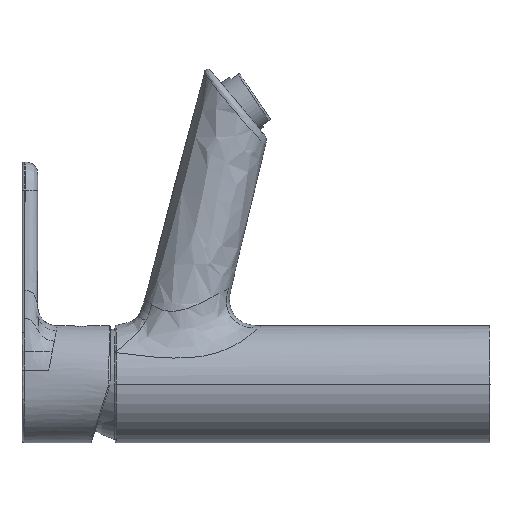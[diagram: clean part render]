
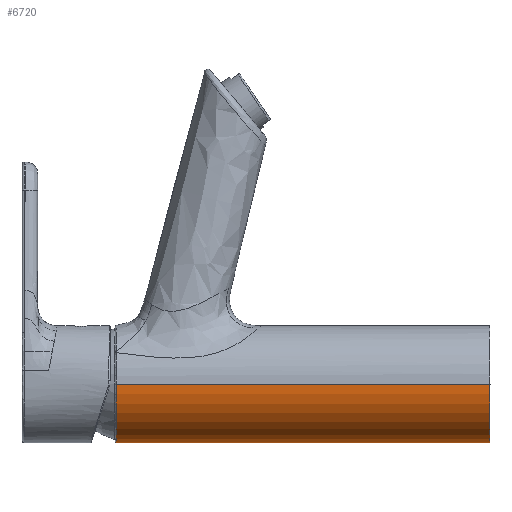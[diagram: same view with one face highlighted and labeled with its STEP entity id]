
A CAD part, left-side view. The second image highlights one B-rep face of the part: STEP entity #6720.
In plain terms, the highlighted cylindrical face has radius 23.25 mm (diameter 46.5 mm), a partial arc.
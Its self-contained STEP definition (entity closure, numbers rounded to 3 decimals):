
#129 = ORIENTED_EDGE ( 'NONE', *, *, #8550, .T. ) ;
#131 = AXIS2_PLACEMENT_3D ( 'NONE', #2359, #4390, #2315 ) ;
#332 = DIRECTION ( 'NONE',  ( 0., 1., 0. ) ) ;
#966 = LINE ( 'NONE', #4185, #10832 ) ;
#967 = DIRECTION ( 'NONE',  ( 0., 1., 0. ) ) ;
#1067 = DIRECTION ( 'NONE',  ( 0., 1., 0. ) ) ;
#1110 = LINE ( 'NONE', #7342, #6577 ) ;
#1723 = CIRCLE ( 'NONE', #9840, 23.25 ) ;
#1734 = CYLINDRICAL_SURFACE ( 'NONE', #12033, 23.25 ) ;
#1876 = DIRECTION ( 'NONE',  ( 1., 0., 0. ) ) ;
#2263 = EDGE_CURVE ( 'NONE', #6272, #9492, #966, .T. ) ;
#2273 = VERTEX_POINT ( 'NONE', #7181 ) ;
#2315 = DIRECTION ( 'NONE',  ( 1., 0., 0. ) ) ;
#2359 = CARTESIAN_POINT ( 'NONE',  ( 0., 143.5, 0. ) ) ;
#2583 = ORIENTED_EDGE ( 'NONE', *, *, #7964, .T. ) ;
#3263 = ORIENTED_EDGE ( 'NONE', *, *, #9159, .T. ) ;
#4185 = CARTESIAN_POINT ( 'NONE',  ( 23.25, 72., 0. ) ) ;
#4389 = DIRECTION ( 'NONE',  ( 1., 0., 0. ) ) ;
#4390 = DIRECTION ( 'NONE',  ( 0., -1., 0. ) ) ;
#5183 = DIRECTION ( 'NONE',  ( 0., 1., 0. ) ) ;
#5785 = CARTESIAN_POINT ( 'NONE',  ( -23.25, 143.5, 0. ) ) ;
#6272 = VERTEX_POINT ( 'NONE', #12667 ) ;
#6388 = VERTEX_POINT ( 'NONE', #5785 ) ;
#6577 = VECTOR ( 'NONE', #1067, 1000. ) ;
#6720 = ADVANCED_FACE ( 'NONE', ( #12543 ), #1734, .T. ) ;
#7181 = CARTESIAN_POINT ( 'NONE',  ( -23.25, -5., 0. ) ) ;
#7342 = CARTESIAN_POINT ( 'NONE',  ( -23.25, 72., 0. ) ) ;
#7858 = CARTESIAN_POINT ( 'NONE',  ( 0., 72., 0. ) ) ;
#7964 = EDGE_CURVE ( 'NONE', #6272, #2273, #1723, .T. ) ;
#8550 = EDGE_CURVE ( 'NONE', #2273, #6388, #1110, .T. ) ;
#8604 = CARTESIAN_POINT ( 'NONE',  ( 23.25, 143.5, 0. ) ) ;
#9159 = EDGE_CURVE ( 'NONE', #6388, #9492, #9876, .T. ) ;
#9340 = CARTESIAN_POINT ( 'NONE',  ( 0., -5., 0. ) ) ;
#9492 = VERTEX_POINT ( 'NONE', #8604 ) ;
#9840 = AXIS2_PLACEMENT_3D ( 'NONE', #9340, #332, #4389 ) ;
#9876 = CIRCLE ( 'NONE', #131, 23.25 ) ;
#9944 = EDGE_LOOP ( 'NONE', ( #2583, #129, #3263, #10922 ) ) ;
#10832 = VECTOR ( 'NONE', #5183, 1000. ) ;
#10922 = ORIENTED_EDGE ( 'NONE', *, *, #2263, .F. ) ;
#12033 = AXIS2_PLACEMENT_3D ( 'NONE', #7858, #967, #1876 ) ;
#12543 = FACE_OUTER_BOUND ( 'NONE', #9944, .T. ) ;
#12667 = CARTESIAN_POINT ( 'NONE',  ( 23.25, -5., 0. ) ) ;
